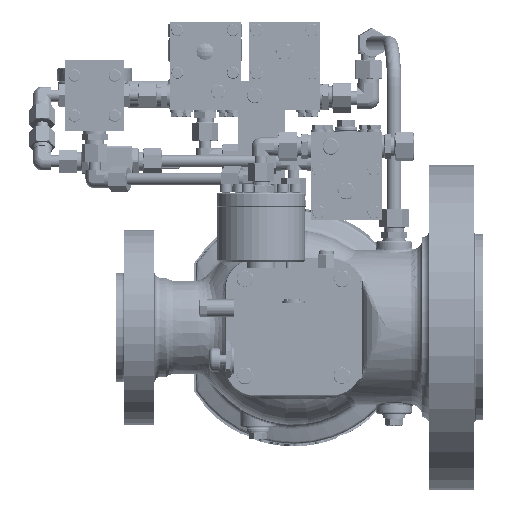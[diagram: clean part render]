
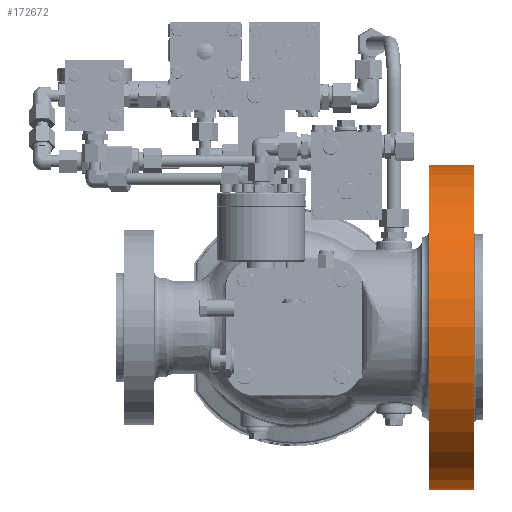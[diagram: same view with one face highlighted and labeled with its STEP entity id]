
A CAD part, front view. The second image highlights one B-rep face of the part: STEP entity #172672.
In plain terms, the highlighted cylindrical face has radius 137.5 mm (diameter 275 mm), a partial arc.
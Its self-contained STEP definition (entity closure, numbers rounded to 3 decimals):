
#10390 = VECTOR ( 'NONE', #199917, 1000. ) ;
#21700 = VERTEX_POINT ( 'NONE', #90504 ) ;
#26412 = EDGE_CURVE ( 'Defeature ausgef�hrt1_716+Defeature ausgef�hrt1_715+Defeature ausgef�hrt1_715+Defeature ausgef�hrt1_715', #236676, #245858, #168872, .T. ) ;
#26958 = VECTOR ( 'NONE', #133245, 1000. ) ;
#29607 = CIRCLE ( 'NONE', #174745, 137.5 ) ;
#31780 = DIRECTION ( 'NONE',  ( 0., 0., 1. ) ) ;
#31920 = DIRECTION ( 'NONE',  ( 0., 0., 1. ) ) ;
#42664 = ORIENTED_EDGE ( 'NONE', *, *, #26412, .T. ) ;
#48839 = DIRECTION ( 'NONE',  ( -1., 0., 0. ) ) ;
#53792 = DIRECTION ( 'NONE',  ( -1., 0., 0. ) ) ;
#60847 = CARTESIAN_POINT ( 'NONE',  ( 114.9, -10., -137.5 ) ) ;
#63511 = CARTESIAN_POINT ( 'NONE',  ( -138.582, -10., -137.5 ) ) ;
#90504 = CARTESIAN_POINT ( 'NONE',  ( 114.9, -10., 137.5 ) ) ;
#100111 = EDGE_CURVE ( 'NONE', #236676, #188134, #116898, .T. ) ;
#113530 = FACE_OUTER_BOUND ( 'NONE', #131022, .T. ) ;
#116898 = LINE ( 'NONE', #63511, #10390 ) ;
#117627 = LINE ( 'NONE', #177372, #26958 ) ;
#125355 = CARTESIAN_POINT ( 'NONE',  ( 153., -10., -137.5 ) ) ;
#125676 = DIRECTION ( 'NONE',  ( -1., 0., 0. ) ) ;
#131022 = EDGE_LOOP ( 'NONE', ( #178204, #42664, #208485, #245515 ) ) ;
#131629 = AXIS2_PLACEMENT_3D ( 'NONE', #228001, #48839, #31920 ) ;
#133245 = DIRECTION ( 'NONE',  ( -1., 0., 0. ) ) ;
#146426 = DIRECTION ( 'NONE',  ( 0., 0., 1. ) ) ;
#150310 = CARTESIAN_POINT ( 'NONE',  ( 114.9, -10., 0. ) ) ;
#168872 = CIRCLE ( 'NONE', #131629, 137.5 ) ;
#172672 = ADVANCED_FACE ( 'Defeature ausgef�hrt1_716', ( #113530 ), #252436, .T. ) ;
#174745 = AXIS2_PLACEMENT_3D ( 'NONE', #150310, #125676, #146426 ) ;
#177372 = CARTESIAN_POINT ( 'NONE',  ( -138.582, -10., 137.5 ) ) ;
#178204 = ORIENTED_EDGE ( 'NONE', *, *, #100111, .F. ) ;
#183472 = EDGE_CURVE ( 'NONE', #245858, #21700, #117627, .T. ) ;
#188134 = VERTEX_POINT ( 'NONE', #60847 ) ;
#199917 = DIRECTION ( 'NONE',  ( -1., 0., 0. ) ) ;
#208485 = ORIENTED_EDGE ( 'NONE', *, *, #183472, .T. ) ;
#219994 = AXIS2_PLACEMENT_3D ( 'NONE', #231716, #53792, #31780 ) ;
#221927 = EDGE_CURVE ( 'Defeature ausgef�hrt1_711+Defeature ausgef�hrt1_716+Defeature ausgef�hrt1_716+Defeature ausgef�hrt1_716', #188134, #21700, #29607, .T. ) ;
#228001 = CARTESIAN_POINT ( 'NONE',  ( 153., -10., 0. ) ) ;
#231716 = CARTESIAN_POINT ( 'NONE',  ( -138.582, -10., 0. ) ) ;
#236676 = VERTEX_POINT ( 'NONE', #125355 ) ;
#242736 = CARTESIAN_POINT ( 'NONE',  ( 153., -10., 137.5 ) ) ;
#245515 = ORIENTED_EDGE ( 'NONE', *, *, #221927, .F. ) ;
#245858 = VERTEX_POINT ( 'NONE', #242736 ) ;
#252436 = CYLINDRICAL_SURFACE ( 'NONE', #219994, 137.5 ) ;
